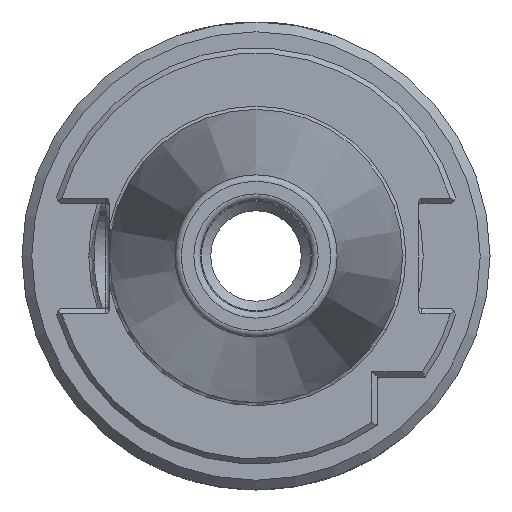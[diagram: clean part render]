
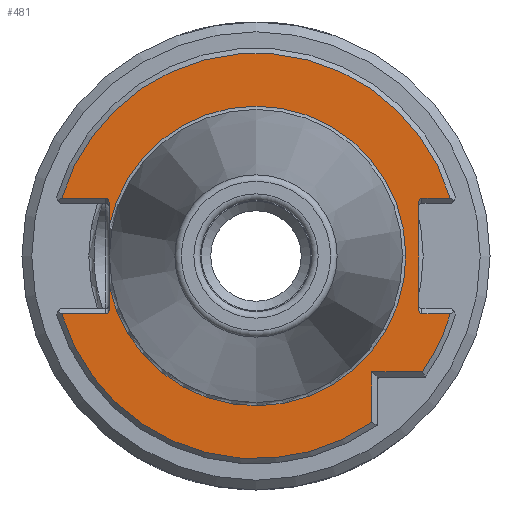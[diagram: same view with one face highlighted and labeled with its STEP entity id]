
A CAD part, left-side view. The second image highlights one B-rep face of the part: STEP entity #481.
In plain terms, the highlighted planar face has unit normal (-1, 0, 0).
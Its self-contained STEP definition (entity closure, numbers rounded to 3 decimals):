
#481 = ADVANCED_FACE( '', ( #1006 ), #1007, .T. );
#1006 = FACE_OUTER_BOUND( '', #1531, .T. );
#1007 = PLANE( '', #1532 );
#1531 = EDGE_LOOP( '', ( #2765, #2766, #2767, #2768, #2769, #2770, #2771, #2772, #2773, #2774, #2775, #2776, #2777, #2778, #2779, #2780, #2781 ) );
#1532 = AXIS2_PLACEMENT_3D( '', #2782, #2783, #2784 );
#2765 = ORIENTED_EDGE( '', *, *, #2926, .T. );
#2766 = ORIENTED_EDGE( '', *, *, #2846, .T. );
#2767 = ORIENTED_EDGE( '', *, *, #3169, .T. );
#2768 = ORIENTED_EDGE( '', *, *, #2975, .T. );
#2769 = ORIENTED_EDGE( '', *, *, #3230, .T. );
#2770 = ORIENTED_EDGE( '', *, *, #3306, .T. );
#2771 = ORIENTED_EDGE( '', *, *, #3289, .T. );
#2772 = ORIENTED_EDGE( '', *, *, #3268, .F. );
#2773 = ORIENTED_EDGE( '', *, *, #3296, .T. );
#2774 = ORIENTED_EDGE( '', *, *, #3312, .T. );
#2775 = ORIENTED_EDGE( '', *, *, #3134, .T. );
#2776 = ORIENTED_EDGE( '', *, *, #2987, .T. );
#2777 = ORIENTED_EDGE( '', *, *, #3166, .T. );
#2778 = ORIENTED_EDGE( '', *, *, #3124, .F. );
#2779 = ORIENTED_EDGE( '', *, *, #3283, .F. );
#2780 = ORIENTED_EDGE( '', *, *, #3122, .F. );
#2781 = ORIENTED_EDGE( '', *, *, #3021, .T. );
#2782 = CARTESIAN_POINT( '', ( 3.2, 0., 22.891 ) );
#2783 = DIRECTION( '', ( -1., 0., 0. ) );
#2784 = DIRECTION( '', ( 0., 0., 1. ) );
#2846 = EDGE_CURVE( '', #3346, #3347, #3348, .T. );
#2926 = EDGE_CURVE( '', #3487, #3346, #3488, .T. );
#2975 = EDGE_CURVE( '', #3569, #3567, #3570, .T. );
#2987 = EDGE_CURVE( '', #3586, #3587, #3588, .T. );
#3021 = EDGE_CURVE( '', #3638, #3487, #3639, .F. );
#3122 = EDGE_CURVE( '', #3638, #3782, #3783, .T. );
#3124 = EDGE_CURVE( '', #3784, #3786, #3787, .T. );
#3134 = EDGE_CURVE( '', #3798, #3586, #3799, .T. );
#3166 = EDGE_CURVE( '', #3587, #3786, #3845, .F. );
#3169 = EDGE_CURVE( '', #3347, #3569, #3848, .T. );
#3230 = EDGE_CURVE( '', #3567, #3927, #3929, .T. );
#3268 = EDGE_CURVE( '', #3971, #3973, #3974, .T. );
#3283 = EDGE_CURVE( '', #3782, #3784, #3990, .T. );
#3289 = EDGE_CURVE( '', #3997, #3973, #3998, .F. );
#3296 = EDGE_CURVE( '', #3971, #4005, #4007, .F. );
#3306 = EDGE_CURVE( '', #3927, #3997, #4016, .T. );
#3312 = EDGE_CURVE( '', #4005, #3798, #4022, .T. );
#3346 = VERTEX_POINT( '', #4077 );
#3347 = VERTEX_POINT( '', #4078 );
#3348 = CIRCLE( '', #4079, 30.975 );
#3487 = VERTEX_POINT( '', #4360 );
#3488 = LINE( '', #4361, #4362 );
#3567 = VERTEX_POINT( '', #4489 );
#3569 = VERTEX_POINT( '', #4494 );
#3570 = LINE( '', #4495, #4496 );
#3586 = VERTEX_POINT( '', #4515 );
#3587 = VERTEX_POINT( '', #4516 );
#3588 = LINE( '', #4517, #4518 );
#3638 = VERTEX_POINT( '', #4696 );
#3639 = ELLIPSE( '', #4697, 0.707, 0.5 );
#3782 = VERTEX_POINT( '', #5000 );
#3783 = LINE( '', #5001, #5002 );
#3784 = VERTEX_POINT( '', #5003 );
#3786 = VERTEX_POINT( '', #5020 );
#3787 = LINE( '', #5021, #5022 );
#3798 = VERTEX_POINT( '', #5039 );
#3799 = CIRCLE( '', #5040, 30.975 );
#3845 = ELLIPSE( '', #5278, 0.707, 0.5 );
#3848 = LINE( '', #5281, #5282 );
#3927 = VERTEX_POINT( '', #5398 );
#3929 = CIRCLE( '', #5403, 30.975 );
#3971 = VERTEX_POINT( '', #5476 );
#3973 = VERTEX_POINT( '', #5479 );
#3974 = LINE( '', #5480, #5481 );
#3990 = CIRCLE( '', #5501, 22.891 );
#3997 = VERTEX_POINT( '', #5509 );
#3998 = ELLIPSE( '', #5510, 0.707, 0.5 );
#4005 = VERTEX_POINT( '', #5518 );
#4007 = ELLIPSE( '', #5521, 0.707, 0.5 );
#4016 = LINE( '', #5531, #5532 );
#4022 = LINE( '', #5538, #5539 );
#4077 = CARTESIAN_POINT( '', ( 3.2, 29.684, -8.85 ) );
#4078 = CARTESIAN_POINT( '', ( 3.2, -17.7, -25.42 ) );
#4079 = AXIS2_PLACEMENT_3D( '', #5559, #5560, #5561 );
#4360 = CARTESIAN_POINT( '', ( 3.2, 22.95, -8.85 ) );
#4361 = CARTESIAN_POINT( '', ( 3.2, 30.893, -8.85 ) );
#4362 = VECTOR( '', #5650, 1000. );
#4489 = CARTESIAN_POINT( '', ( 3.2, -25.42, -17.7 ) );
#4494 = CARTESIAN_POINT( '', ( 3.2, -17.7, -17.7 ) );
#4495 = CARTESIAN_POINT( '', ( 3.2, -26.018, -17.7 ) );
#4496 = VECTOR( '', #5699, 1000. );
#4515 = CARTESIAN_POINT( '', ( 3.2, 29.684, 8.85 ) );
#4516 = CARTESIAN_POINT( '', ( 3.2, 22.95, 8.85 ) );
#4517 = CARTESIAN_POINT( '', ( 3.2, 22.45, 8.85 ) );
#4518 = VECTOR( '', #5715, 1000. );
#4696 = CARTESIAN_POINT( '', ( 3.2, 22.45, -8.143 ) );
#4697 = AXIS2_PLACEMENT_3D( '', #5747, #5748, #5749 );
#5000 = CARTESIAN_POINT( '', ( 3.2, 22.45, -4.472 ) );
#5001 = CARTESIAN_POINT( '', ( 3.2, 22.45, -8.05 ) );
#5002 = VECTOR( '', #5886, 1000. );
#5003 = CARTESIAN_POINT( '', ( 3.2, 22.45, 4.472 ) );
#5020 = CARTESIAN_POINT( '', ( 3.2, 22.45, 8.143 ) );
#5021 = CARTESIAN_POINT( '', ( 3.2, 22.45, -8.05 ) );
#5022 = VECTOR( '', #5887, 1000. );
#5039 = CARTESIAN_POINT( '', ( 3.2, -29.684, 8.85 ) );
#5040 = AXIS2_PLACEMENT_3D( '', #5894, #5895, #5896 );
#5278 = AXIS2_PLACEMENT_3D( '', #5926, #5927, #5928 );
#5281 = CARTESIAN_POINT( '', ( 3.2, -17.7, -18.5 ) );
#5282 = VECTOR( '', #5932, 1000. );
#5398 = CARTESIAN_POINT( '', ( 3.2, -29.684, -8.85 ) );
#5403 = AXIS2_PLACEMENT_3D( '', #5992, #5993, #5994 );
#5476 = CARTESIAN_POINT( '', ( 3.2, -24.85, 8.143 ) );
#5479 = CARTESIAN_POINT( '', ( 3.2, -24.85, -8.143 ) );
#5480 = CARTESIAN_POINT( '', ( 3.2, -24.85, 8.05 ) );
#5481 = VECTOR( '', #6020, 1000. );
#5501 = AXIS2_PLACEMENT_3D( '', #6028, #6029, #6030 );
#5509 = CARTESIAN_POINT( '', ( 3.2, -25.35, -8.85 ) );
#5510 = AXIS2_PLACEMENT_3D( '', #6035, #6036, #6037 );
#5518 = CARTESIAN_POINT( '', ( 3.2, -25.35, 8.85 ) );
#5521 = AXIS2_PLACEMENT_3D( '', #6043, #6044, #6045 );
#5531 = CARTESIAN_POINT( '', ( 3.2, -24.85, -8.85 ) );
#5532 = VECTOR( '', #6047, 1000. );
#5538 = CARTESIAN_POINT( '', ( 3.2, -30.893, 8.85 ) );
#5539 = VECTOR( '', #6048, 1000. );
#5559 = CARTESIAN_POINT( '', ( 3.2, 0., 0. ) );
#5560 = DIRECTION( '', ( -1., 0., 0. ) );
#5561 = DIRECTION( '', ( 0., 0., 1. ) );
#5650 = DIRECTION( '', ( 0., 1., 0. ) );
#5699 = DIRECTION( '', ( 0., -1., 0. ) );
#5715 = DIRECTION( '', ( 0., -1., 0. ) );
#5747 = CARTESIAN_POINT( '', ( 3.2, 22.95, -8.143 ) );
#5748 = DIRECTION( '', ( -1., 0., 0. ) );
#5749 = DIRECTION( '', ( 0., 0., -1. ) );
#5886 = DIRECTION( '', ( 0., 0., 1. ) );
#5887 = DIRECTION( '', ( 0., 0., 1. ) );
#5894 = CARTESIAN_POINT( '', ( 3.2, 0., 0. ) );
#5895 = DIRECTION( '', ( -1., 0., 0. ) );
#5896 = DIRECTION( '', ( 0., 0., 1. ) );
#5926 = CARTESIAN_POINT( '', ( 3.2, 22.95, 8.143 ) );
#5927 = DIRECTION( '', ( -1., 0., 0. ) );
#5928 = DIRECTION( '', ( 0., 0., -1. ) );
#5932 = DIRECTION( '', ( 0., 0., 1. ) );
#5992 = CARTESIAN_POINT( '', ( 3.2, 0., 0. ) );
#5993 = DIRECTION( '', ( -1., 0., 0. ) );
#5994 = DIRECTION( '', ( 0., 0., 1. ) );
#6020 = DIRECTION( '', ( 0., 0., -1. ) );
#6028 = CARTESIAN_POINT( '', ( 3.2, 0., 0. ) );
#6029 = DIRECTION( '', ( -1., 0., 0. ) );
#6030 = DIRECTION( '', ( 0., 0., 1. ) );
#6035 = CARTESIAN_POINT( '', ( 3.2, -25.35, -8.143 ) );
#6036 = DIRECTION( '', ( -1., 0., 0. ) );
#6037 = DIRECTION( '', ( 0., 0., 1. ) );
#6043 = CARTESIAN_POINT( '', ( 3.2, -25.35, 8.143 ) );
#6044 = DIRECTION( '', ( -1., 0., 0. ) );
#6045 = DIRECTION( '', ( 0., 0., 1. ) );
#6047 = DIRECTION( '', ( 0., 1., 0. ) );
#6048 = DIRECTION( '', ( 0., -1., 0. ) );
